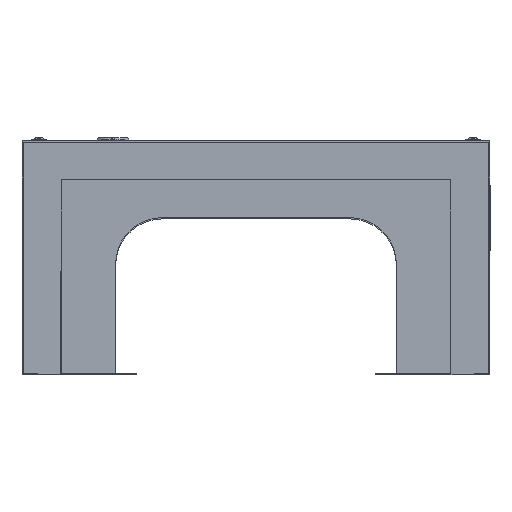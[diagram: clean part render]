
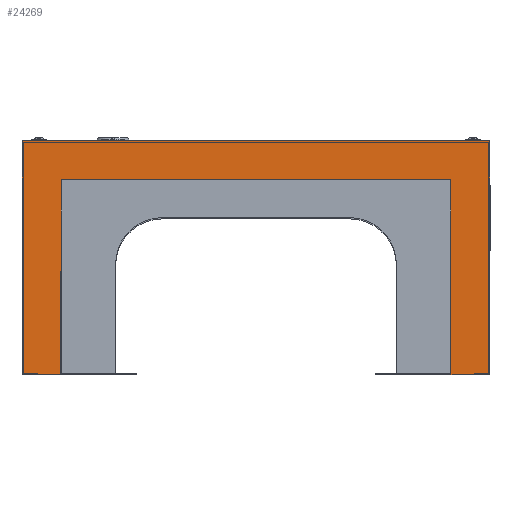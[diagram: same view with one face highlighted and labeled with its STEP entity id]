
A CAD part, front view. The second image highlights one B-rep face of the part: STEP entity #24269.
In plain terms, the highlighted planar face has unit normal (0, -1, 0).
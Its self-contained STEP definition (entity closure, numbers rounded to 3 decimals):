
#364 = EDGE_CURVE ( 'NONE', #12013, #19168, #28621, .T. ) ;
#370 = DIRECTION ( 'NONE',  ( 1., 0., 0. ) ) ;
#953 = VECTOR ( 'NONE', #370, 1000. ) ;
#1723 = EDGE_CURVE ( 'NONE', #24247, #15818, #11612, .T. ) ;
#1768 = EDGE_CURVE ( 'NONE', #15818, #8308, #28538, .T. ) ;
#1797 = ORIENTED_EDGE ( 'NONE', *, *, #1723, .T. ) ;
#1989 = DIRECTION ( 'NONE',  ( 1., 0., 0. ) ) ;
#2217 = EDGE_CURVE ( 'NONE', #8308, #26980, #11584, .T. ) ;
#2456 = CARTESIAN_POINT ( 'NONE',  ( -150., 0., 0. ) ) ;
#3855 = CARTESIAN_POINT ( 'NONE',  ( 150., 0., 0. ) ) ;
#4880 = LINE ( 'NONE', #22497, #28699 ) ;
#4895 = CARTESIAN_POINT ( 'NONE',  ( 125., 0., -150. ) ) ;
#5833 = VECTOR ( 'NONE', #10751, 1000. ) ;
#6255 = VERTEX_POINT ( 'NONE', #25775 ) ;
#6841 = VECTOR ( 'NONE', #27597, 1000. ) ;
#7202 = DIRECTION ( 'NONE',  ( 1., 0., 0. ) ) ;
#8004 = CARTESIAN_POINT ( 'NONE',  ( -150., 0., -150. ) ) ;
#8308 = VERTEX_POINT ( 'NONE', #9997 ) ;
#8412 = CARTESIAN_POINT ( 'NONE',  ( -150., 0., -25. ) ) ;
#8751 = CARTESIAN_POINT ( 'NONE',  ( -125., 0., -25. ) ) ;
#8817 = DIRECTION ( 'NONE',  ( -1., 0., 0. ) ) ;
#9997 = CARTESIAN_POINT ( 'NONE',  ( 125., 0., -25. ) ) ;
#10052 = DIRECTION ( 'NONE',  ( 0., 0., 1. ) ) ;
#10751 = DIRECTION ( 'NONE',  ( 0., 0., -1. ) ) ;
#10961 = CARTESIAN_POINT ( 'NONE',  ( 0., 0., 0. ) ) ;
#11253 = AXIS2_PLACEMENT_3D ( 'NONE', #10961, #29210, #8817 ) ;
#11271 = PLANE ( 'NONE',  #11253 ) ;
#11584 = LINE ( 'NONE', #20948, #6841 ) ;
#11612 = LINE ( 'NONE', #26239, #20229 ) ;
#12013 = VERTEX_POINT ( 'NONE', #17830 ) ;
#12915 = LINE ( 'NONE', #22479, #16153 ) ;
#13530 = EDGE_CURVE ( 'NONE', #26980, #19168, #24754, .T. ) ;
#14818 = CARTESIAN_POINT ( 'NONE',  ( 125., 0., -150. ) ) ;
#14884 = FACE_OUTER_BOUND ( 'NONE', #24143, .T. ) ;
#15082 = EDGE_CURVE ( 'NONE', #20517, #6255, #4880, .T. ) ;
#15795 = ORIENTED_EDGE ( 'NONE', *, *, #13530, .T. ) ;
#15818 = VERTEX_POINT ( 'NONE', #8751 ) ;
#16153 = VECTOR ( 'NONE', #1989, 1000. ) ;
#16194 = EDGE_CURVE ( 'NONE', #6255, #12013, #17667, .T. ) ;
#17093 = EDGE_CURVE ( 'NONE', #20517, #24247, #12915, .T. ) ;
#17292 = ORIENTED_EDGE ( 'NONE', *, *, #1768, .T. ) ;
#17667 = LINE ( 'NONE', #2456, #25951 ) ;
#17830 = CARTESIAN_POINT ( 'NONE',  ( 150., 0., 0. ) ) ;
#18896 = ORIENTED_EDGE ( 'NONE', *, *, #17093, .T. ) ;
#19168 = VERTEX_POINT ( 'NONE', #23684 ) ;
#20195 = ORIENTED_EDGE ( 'NONE', *, *, #2217, .T. ) ;
#20229 = VECTOR ( 'NONE', #10052, 1000. ) ;
#20517 = VERTEX_POINT ( 'NONE', #8004 ) ;
#20948 = CARTESIAN_POINT ( 'NONE',  ( 125., 0., 0. ) ) ;
#22231 = DIRECTION ( 'NONE',  ( 1., 0., 0. ) ) ;
#22479 = CARTESIAN_POINT ( 'NONE',  ( -150., 0., -150. ) ) ;
#22497 = CARTESIAN_POINT ( 'NONE',  ( -150., 0., -150. ) ) ;
#23684 = CARTESIAN_POINT ( 'NONE',  ( 150., 0., -150. ) ) ;
#24099 = ORIENTED_EDGE ( 'NONE', *, *, #16194, .F. ) ;
#24143 = EDGE_LOOP ( 'NONE', ( #18896, #1797, #17292, #20195, #15795, #25573, #24099, #25226 ) ) ;
#24164 = VECTOR ( 'NONE', #22231, 1000. ) ;
#24247 = VERTEX_POINT ( 'NONE', #28283 ) ;
#24269 = ADVANCED_FACE ( 'NONE', ( #14884 ), #11271, .T. ) ;
#24754 = LINE ( 'NONE', #4895, #953 ) ;
#25226 = ORIENTED_EDGE ( 'NONE', *, *, #15082, .F. ) ;
#25573 = ORIENTED_EDGE ( 'NONE', *, *, #364, .F. ) ;
#25775 = CARTESIAN_POINT ( 'NONE',  ( -150., 0., 0. ) ) ;
#25951 = VECTOR ( 'NONE', #7202, 1000. ) ;
#26239 = CARTESIAN_POINT ( 'NONE',  ( -125., 0., -150. ) ) ;
#26980 = VERTEX_POINT ( 'NONE', #14818 ) ;
#27597 = DIRECTION ( 'NONE',  ( 0., 0., -1. ) ) ;
#28283 = CARTESIAN_POINT ( 'NONE',  ( -125., 0., -150. ) ) ;
#28538 = LINE ( 'NONE', #8412, #24164 ) ;
#28621 = LINE ( 'NONE', #3855, #5833 ) ;
#28699 = VECTOR ( 'NONE', #29368, 1000. ) ;
#29210 = DIRECTION ( 'NONE',  ( 0., -1., 0. ) ) ;
#29368 = DIRECTION ( 'NONE',  ( 0., 0., 1. ) ) ;
